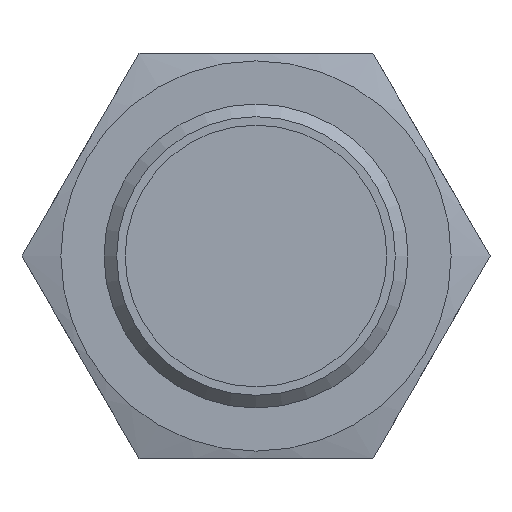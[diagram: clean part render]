
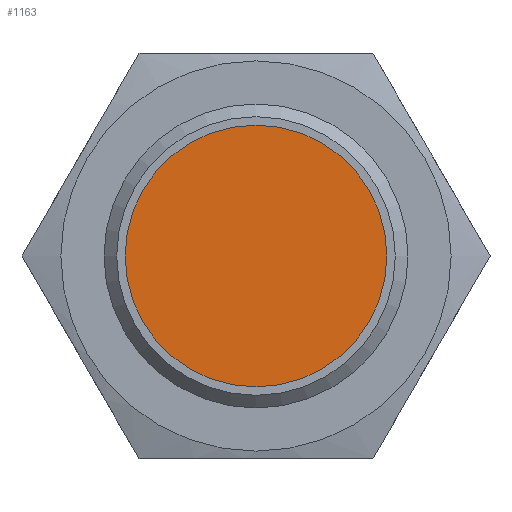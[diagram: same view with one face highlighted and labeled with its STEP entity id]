
A CAD part, front view. The second image highlights one B-rep face of the part: STEP entity #1163.
In plain terms, the highlighted planar face has unit normal (0, -1, 0).
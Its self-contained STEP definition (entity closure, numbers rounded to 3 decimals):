
#88=PLANE('',#1284);
#134=CIRCLE('',#1283,7.75);
#207=FACE_OUTER_BOUND('',#287,.T.);
#287=EDGE_LOOP('',(#799));
#493=VERTEX_POINT('',#1893);
#608=EDGE_CURVE('',#493,#493,#134,.T.);
#799=ORIENTED_EDGE('',*,*,#608,.T.);
#1163=ADVANCED_FACE('',(#207),#88,.T.);
#1283=AXIS2_PLACEMENT_3D('',#1894,#1478,#1479);
#1284=AXIS2_PLACEMENT_3D('',#1896,#1481,#1482);
#1478=DIRECTION('center_axis',(0.,-1.,0.));
#1479=DIRECTION('ref_axis',(1.,0.,0.));
#1481=DIRECTION('center_axis',(0.,-1.,0.));
#1482=DIRECTION('ref_axis',(0.,0.,-1.));
#1893=CARTESIAN_POINT('',(-7.75,-12.,0.));
#1894=CARTESIAN_POINT('Origin',(0.,-12.,0.));
#1896=CARTESIAN_POINT('Origin',(3.875,-12.,0.));
